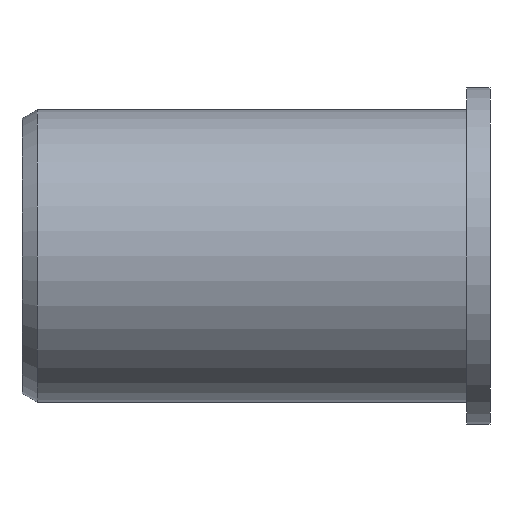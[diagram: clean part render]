
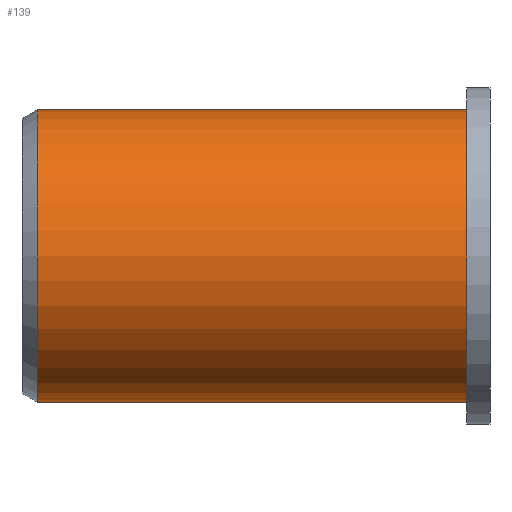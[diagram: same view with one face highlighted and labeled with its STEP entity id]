
A CAD part, left-side view. The second image highlights one B-rep face of the part: STEP entity #139.
In plain terms, the highlighted cylindrical face has radius 5 mm (diameter 10 mm), a partial arc.
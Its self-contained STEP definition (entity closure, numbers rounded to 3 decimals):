
#9 = DIRECTION ( 'NONE',  ( 0., 0., -1. ) ) ;
#10 = DIRECTION ( 'NONE',  ( 0., -1., 0. ) ) ;
#11 = CARTESIAN_POINT ( 'NONE',  ( 0., 0.8, 0. ) ) ;
#12 = DIRECTION ( 'NONE',  ( 0., 0., -1. ) ) ;
#13 = DIRECTION ( 'NONE',  ( 0., -1., 0. ) ) ;
#14 = CARTESIAN_POINT ( 'NONE',  ( 0., 15.48, 0. ) ) ;
#24 = DIRECTION ( 'NONE',  ( 0., -1., 0. ) ) ;
#25 = CARTESIAN_POINT ( 'NONE',  ( 0., -12.78, 5. ) ) ;
#49 = AXIS2_PLACEMENT_3D ( 'NONE', #181, #182, #183 ) ;
#58 = VECTOR ( 'NONE', #156, 1000. ) ;
#73 = AXIS2_PLACEMENT_3D ( 'NONE', #11, #10, #9 ) ;
#74 = CIRCLE ( 'NONE', #73, 5. ) ;
#75 = AXIS2_PLACEMENT_3D ( 'NONE', #14, #13, #12 ) ;
#87 = VECTOR ( 'NONE', #24, 1000. ) ;
#88 = CIRCLE ( 'NONE', #75, 5. ) ;
#117 = EDGE_CURVE ( 'NONE', #326, #328, #260, .T. ) ;
#122 = EDGE_CURVE ( 'NONE', #326, #327, #88, .T. ) ;
#123 = EDGE_CURVE ( 'NONE', #328, #329, #74, .T. ) ;
#130 = EDGE_CURVE ( 'NONE', #327, #329, #257, .T. ) ;
#139 = ADVANCED_FACE ( 'NONE', ( #342 ), #346, .T. ) ;
#155 = CARTESIAN_POINT ( 'NONE',  ( 0., -12.78, -5. ) ) ;
#156 = DIRECTION ( 'NONE',  ( 0., -1., 0. ) ) ;
#181 = CARTESIAN_POINT ( 'NONE',  ( 0., -12.78, 0. ) ) ;
#182 = DIRECTION ( 'NONE',  ( 0., -1., 0. ) ) ;
#183 = DIRECTION ( 'NONE',  ( 0., 0., -1. ) ) ;
#200 = CARTESIAN_POINT ( 'NONE',  ( 0., 15.48, 5. ) ) ;
#201 = CARTESIAN_POINT ( 'NONE',  ( 0., 15.48, -5. ) ) ;
#202 = CARTESIAN_POINT ( 'NONE',  ( 0., 0.8, 5. ) ) ;
#203 = CARTESIAN_POINT ( 'NONE',  ( 0., 0.8, -5. ) ) ;
#257 = LINE ( 'NONE', #155, #58 ) ;
#260 = LINE ( 'NONE', #25, #87 ) ;
#285 = EDGE_LOOP ( 'NONE', ( #309, #308, #314, #306 ) ) ;
#306 = ORIENTED_EDGE ( 'NONE', *, *, #123, .F. ) ;
#308 = ORIENTED_EDGE ( 'NONE', *, *, #122, .T. ) ;
#309 = ORIENTED_EDGE ( 'NONE', *, *, #117, .F. ) ;
#314 = ORIENTED_EDGE ( 'NONE', *, *, #130, .T. ) ;
#326 = VERTEX_POINT ( 'NONE', #200 ) ;
#327 = VERTEX_POINT ( 'NONE', #201 ) ;
#328 = VERTEX_POINT ( 'NONE', #202 ) ;
#329 = VERTEX_POINT ( 'NONE', #203 ) ;
#342 = FACE_OUTER_BOUND ( 'NONE', #285, .T. ) ;
#346 = CYLINDRICAL_SURFACE ( 'NONE', #49, 5. ) ;
